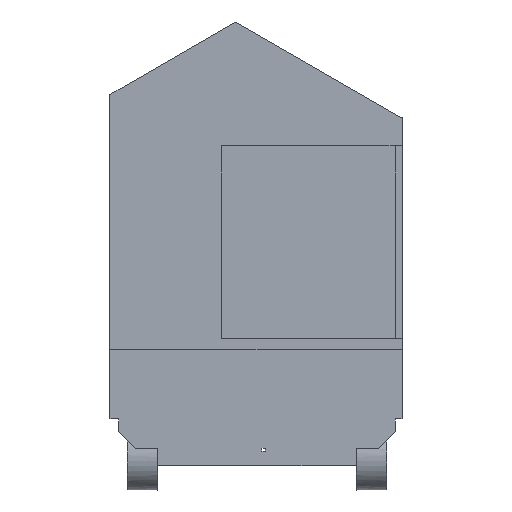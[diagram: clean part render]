
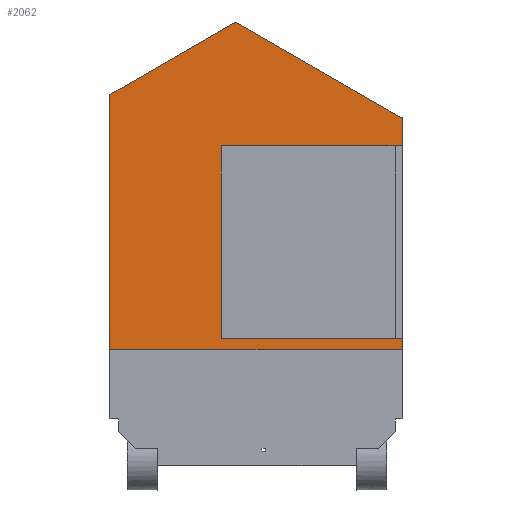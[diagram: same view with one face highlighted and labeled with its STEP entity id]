
A CAD part, left-side view. The second image highlights one B-rep face of the part: STEP entity #2062.
In plain terms, the highlighted planar face has unit normal (-1, 0, 0).
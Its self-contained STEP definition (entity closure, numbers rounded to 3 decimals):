
#128=FACE_OUTER_BOUND('',#235,.T.);
#235=EDGE_LOOP('',(#1825,#1826,#1827,#1828,#1829,#1830,#1831,#1832,#1833,
#1834));
#506=LINE('',#3263,#777);
#510=LINE('',#3269,#781);
#511=LINE('',#3272,#782);
#514=LINE('',#3278,#785);
#517=LINE('',#3283,#788);
#519=LINE('',#3288,#790);
#520=LINE('',#3290,#791);
#521=LINE('',#3292,#792);
#522=LINE('',#3294,#793);
#523=LINE('',#3295,#794);
#777=VECTOR('',#2679,10.);
#781=VECTOR('',#2683,10.);
#782=VECTOR('',#2686,10.);
#785=VECTOR('',#2691,10.);
#788=VECTOR('',#2696,10.);
#790=VECTOR('',#2702,10.);
#791=VECTOR('',#2703,10.);
#792=VECTOR('',#2704,10.);
#793=VECTOR('',#2705,10.);
#794=VECTOR('',#2706,10.);
#976=VERTEX_POINT('',#3258);
#977=VERTEX_POINT('',#3260);
#978=VERTEX_POINT('',#3262);
#980=VERTEX_POINT('',#3267);
#981=VERTEX_POINT('',#3271);
#983=VERTEX_POINT('',#3277);
#985=VERTEX_POINT('',#3287);
#986=VERTEX_POINT('',#3289);
#987=VERTEX_POINT('',#3291);
#988=VERTEX_POINT('',#3293);
#1261=EDGE_CURVE('',#977,#978,#506,.T.);
#1265=EDGE_CURVE('',#980,#976,#510,.T.);
#1266=EDGE_CURVE('',#981,#976,#511,.T.);
#1269=EDGE_CURVE('',#983,#981,#514,.T.);
#1272=EDGE_CURVE('',#977,#983,#517,.T.);
#1274=EDGE_CURVE('',#985,#980,#519,.T.);
#1275=EDGE_CURVE('',#986,#985,#520,.T.);
#1276=EDGE_CURVE('',#987,#986,#521,.T.);
#1277=EDGE_CURVE('',#988,#987,#522,.T.);
#1278=EDGE_CURVE('',#988,#978,#523,.T.);
#1825=ORIENTED_EDGE('',*,*,#1272,.T.);
#1826=ORIENTED_EDGE('',*,*,#1269,.T.);
#1827=ORIENTED_EDGE('',*,*,#1266,.T.);
#1828=ORIENTED_EDGE('',*,*,#1265,.F.);
#1829=ORIENTED_EDGE('',*,*,#1274,.F.);
#1830=ORIENTED_EDGE('',*,*,#1275,.F.);
#1831=ORIENTED_EDGE('',*,*,#1276,.F.);
#1832=ORIENTED_EDGE('',*,*,#1277,.F.);
#1833=ORIENTED_EDGE('',*,*,#1278,.T.);
#1834=ORIENTED_EDGE('',*,*,#1261,.F.);
#1963=PLANE('',#2199);
#2062=ADVANCED_FACE('',(#128),#1963,.F.);
#2199=AXIS2_PLACEMENT_3D('',#3286,#2700,#2701);
#2679=DIRECTION('',(0.,0.,-1.));
#2683=DIRECTION('',(0.,0.,-1.));
#2686=DIRECTION('',(0.,-1.,0.));
#2691=DIRECTION('',(0.,0.,1.));
#2696=DIRECTION('',(0.,1.,0.));
#2700=DIRECTION('center_axis',(1.,0.,0.));
#2701=DIRECTION('ref_axis',(0.,0.,1.));
#2702=DIRECTION('',(0.,-1.,0.));
#2703=DIRECTION('',(0.,-0.866,-0.5));
#2704=DIRECTION('',(0.,-0.866,0.5));
#2705=DIRECTION('',(0.,0.,1.));
#2706=DIRECTION('',(0.,-1.,0.));
#3258=CARTESIAN_POINT('',(-2057.178,-1185.106,2150.));
#3260=CARTESIAN_POINT('',(-2057.178,-1185.106,574.84));
#3262=CARTESIAN_POINT('',(-2057.178,-1185.106,484.5));
#3263=CARTESIAN_POINT('',(-2057.178,-1185.106,202.25));
#3267=CARTESIAN_POINT('',(-2057.178,-1185.106,2377.942));
#3269=CARTESIAN_POINT('',(-2057.178,-1185.106,202.25));
#3271=CARTESIAN_POINT('',(-2057.178,290.,2150.));
#3272=CARTESIAN_POINT('',(-2057.178,745.,2150.));
#3277=CARTESIAN_POINT('',(-2057.178,290.,574.84));
#3278=CARTESIAN_POINT('',(-2057.178,290.,529.67));
#3283=CARTESIAN_POINT('',(-2057.178,7.447,574.84));
#3286=CARTESIAN_POINT('Origin',(-2057.178,1200.,484.5));
#3287=CARTESIAN_POINT('',(-2057.178,-1184.,2377.942));
#3288=CARTESIAN_POINT('',(-2057.178,8.,2377.942));
#3289=CARTESIAN_POINT('',(-2057.178,173.205,3161.525));
#3290=CARTESIAN_POINT('',(-2057.178,-21.34,3049.204));
#3291=CARTESIAN_POINT('',(-2057.178,1200.,2568.705));
#3292=CARTESIAN_POINT('',(-2057.178,1665.744,2299.807));
#3293=CARTESIAN_POINT('',(-2057.178,1200.,484.5));
#3294=CARTESIAN_POINT('',(-2057.178,1200.,202.25));
#3295=CARTESIAN_POINT('',(-2057.178,1200.,484.5));
